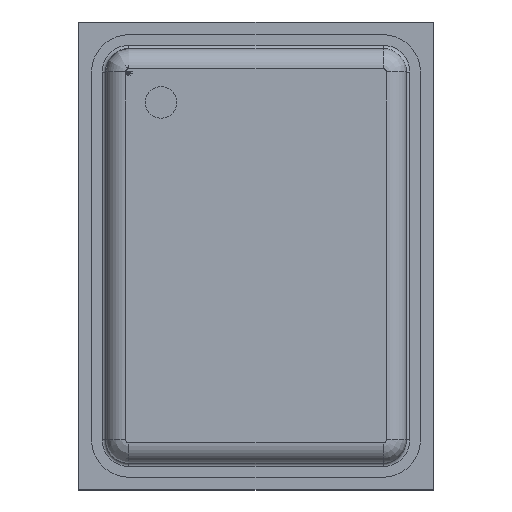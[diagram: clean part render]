
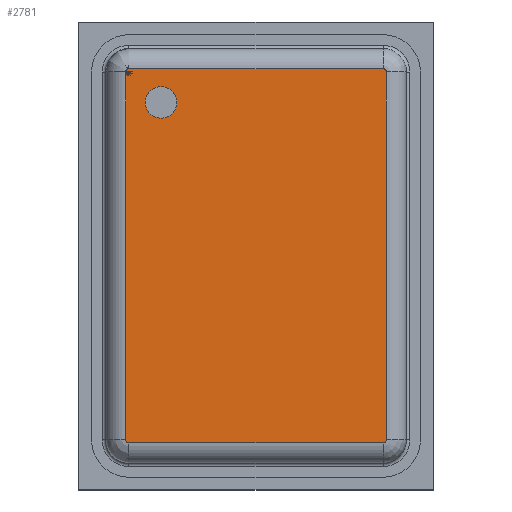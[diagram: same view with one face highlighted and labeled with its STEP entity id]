
A CAD part, top view. The second image highlights one B-rep face of the part: STEP entity #2781.
In plain terms, the highlighted planar face has unit normal (0, 0, 1).
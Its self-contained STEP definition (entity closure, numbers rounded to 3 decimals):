
#2192 = VERTEX_POINT('',#2193);
#2193 = CARTESIAN_POINT('',(-0.71,1.966,1.08));
#2199 = EDGE_CURVE('',#2200,#2192,#2202,.T.);
#2200 = VERTEX_POINT('',#2201);
#2201 = CARTESIAN_POINT('',(-0.71,1.729,1.08));
#2202 = CIRCLE('',#2203,0.118);
#2203 = AXIS2_PLACEMENT_3D('',#2204,#2205,#2206);
#2204 = CARTESIAN_POINT('',(-0.71,1.847,1.08));
#2205 = DIRECTION('',(0.,0.,1.));
#2206 = DIRECTION('',(0.,1.,0.));
#2781 = ADVANCED_FACE('',(#2782,#2792),#2862,.T.);
#2782 = FACE_BOUND('',#2783,.T.);
#2783 = EDGE_LOOP('',(#2784,#2791));
#2784 = ORIENTED_EDGE('',*,*,#2785,.F.);
#2785 = EDGE_CURVE('',#2192,#2200,#2786,.T.);
#2786 = CIRCLE('',#2787,0.118);
#2787 = AXIS2_PLACEMENT_3D('',#2788,#2789,#2790);
#2788 = CARTESIAN_POINT('',(-0.71,1.847,1.08));
#2789 = DIRECTION('',(0.,0.,1.));
#2790 = DIRECTION('',(0.,1.,0.));
#2791 = ORIENTED_EDGE('',*,*,#2199,.F.);
#2792 = FACE_BOUND('',#2793,.T.);
#2793 = EDGE_LOOP('',(#2794,#2804,#2813,#2821,#2830,#2838,#2847,#2855));
#2794 = ORIENTED_EDGE('',*,*,#2795,.T.);
#2795 = EDGE_CURVE('',#2796,#2798,#2800,.T.);
#2796 = VERTEX_POINT('',#2797);
#2797 = CARTESIAN_POINT('',(0.975,-0.675,1.08));
#2798 = VERTEX_POINT('',#2799);
#2799 = CARTESIAN_POINT('',(0.975,2.075,1.08));
#2800 = LINE('',#2801,#2802);
#2801 = CARTESIAN_POINT('',(0.975,2.075,1.08));
#2802 = VECTOR('',#2803,1.);
#2803 = DIRECTION('',(0.,1.,0.));
#2804 = ORIENTED_EDGE('',*,*,#2805,.T.);
#2805 = EDGE_CURVE('',#2798,#2806,#2808,.T.);
#2806 = VERTEX_POINT('',#2807);
#2807 = CARTESIAN_POINT('',(0.95,2.1,1.08));
#2808 = CIRCLE('',#2809,0.025);
#2809 = AXIS2_PLACEMENT_3D('',#2810,#2811,#2812);
#2810 = CARTESIAN_POINT('',(0.95,2.075,1.08));
#2811 = DIRECTION('',(0.,0.,1.));
#2812 = DIRECTION('',(0.,1.,0.));
#2813 = ORIENTED_EDGE('',*,*,#2814,.T.);
#2814 = EDGE_CURVE('',#2806,#2815,#2817,.T.);
#2815 = VERTEX_POINT('',#2816);
#2816 = CARTESIAN_POINT('',(-0.95,2.1,1.08));
#2817 = LINE('',#2818,#2819);
#2818 = CARTESIAN_POINT('',(-0.95,2.1,1.08));
#2819 = VECTOR('',#2820,1.);
#2820 = DIRECTION('',(-1.,0.,0.));
#2821 = ORIENTED_EDGE('',*,*,#2822,.T.);
#2822 = EDGE_CURVE('',#2815,#2823,#2825,.T.);
#2823 = VERTEX_POINT('',#2824);
#2824 = CARTESIAN_POINT('',(-0.975,2.075,1.08));
#2825 = CIRCLE('',#2826,0.025);
#2826 = AXIS2_PLACEMENT_3D('',#2827,#2828,#2829);
#2827 = CARTESIAN_POINT('',(-0.95,2.075,1.08));
#2828 = DIRECTION('',(0.,0.,1.));
#2829 = DIRECTION('',(0.,1.,0.));
#2830 = ORIENTED_EDGE('',*,*,#2831,.T.);
#2831 = EDGE_CURVE('',#2823,#2832,#2834,.T.);
#2832 = VERTEX_POINT('',#2833);
#2833 = CARTESIAN_POINT('',(-0.975,-0.675,1.08));
#2834 = LINE('',#2835,#2836);
#2835 = CARTESIAN_POINT('',(-0.975,-0.675,1.08));
#2836 = VECTOR('',#2837,1.);
#2837 = DIRECTION('',(0.,-1.,0.));
#2838 = ORIENTED_EDGE('',*,*,#2839,.T.);
#2839 = EDGE_CURVE('',#2832,#2840,#2842,.T.);
#2840 = VERTEX_POINT('',#2841);
#2841 = CARTESIAN_POINT('',(-0.95,-0.7,1.08));
#2842 = CIRCLE('',#2843,0.025);
#2843 = AXIS2_PLACEMENT_3D('',#2844,#2845,#2846);
#2844 = CARTESIAN_POINT('',(-0.95,-0.675,1.08));
#2845 = DIRECTION('',(0.,0.,1.));
#2846 = DIRECTION('',(0.,1.,0.));
#2847 = ORIENTED_EDGE('',*,*,#2848,.T.);
#2848 = EDGE_CURVE('',#2840,#2849,#2851,.T.);
#2849 = VERTEX_POINT('',#2850);
#2850 = CARTESIAN_POINT('',(0.95,-0.7,1.08));
#2851 = LINE('',#2852,#2853);
#2852 = CARTESIAN_POINT('',(0.95,-0.7,1.08));
#2853 = VECTOR('',#2854,1.);
#2854 = DIRECTION('',(1.,0.,0.));
#2855 = ORIENTED_EDGE('',*,*,#2856,.T.);
#2856 = EDGE_CURVE('',#2849,#2796,#2857,.T.);
#2857 = CIRCLE('',#2858,0.025);
#2858 = AXIS2_PLACEMENT_3D('',#2859,#2860,#2861);
#2859 = CARTESIAN_POINT('',(0.95,-0.675,1.08));
#2860 = DIRECTION('',(0.,0.,1.));
#2861 = DIRECTION('',(0.,1.,0.));
#2862 = PLANE('',#2863);
#2863 = AXIS2_PLACEMENT_3D('',#2864,#2865,#2866);
#2864 = CARTESIAN_POINT('',(0.,0.7,1.08));
#2865 = DIRECTION('',(0.,0.,1.));
#2866 = DIRECTION('',(0.,1.,0.));
